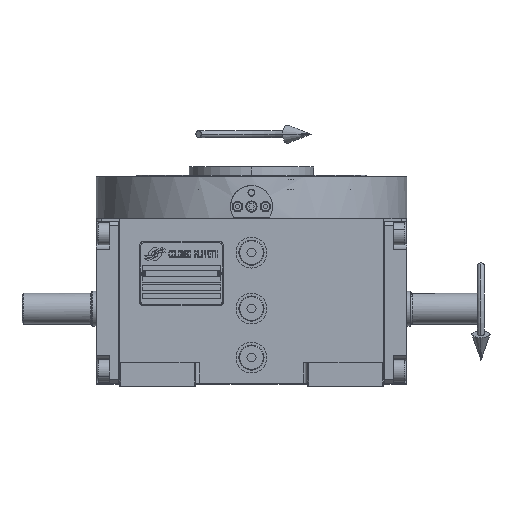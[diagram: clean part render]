
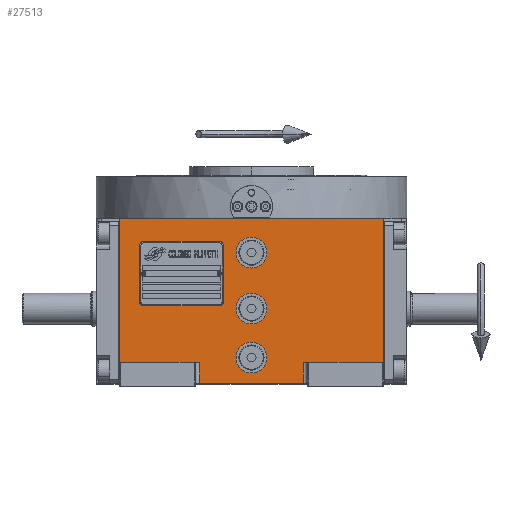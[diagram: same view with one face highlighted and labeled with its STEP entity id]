
A CAD part, top view. The second image highlights one B-rep face of the part: STEP entity #27513.
In plain terms, the highlighted planar face has unit normal (0, 0, 1).
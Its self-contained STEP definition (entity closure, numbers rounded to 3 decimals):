
#101 = ORIENTED_EDGE ( 'NONE', *, *, #65546, .T. ) ;
#2095 = ORIENTED_EDGE ( 'NONE', *, *, #45051, .F. ) ;
#2397 = EDGE_LOOP ( 'NONE', ( #14581, #24565 ) ) ;
#3525 = CIRCLE ( 'NONE', #64010, 11. ) ;
#3597 = LINE ( 'NONE', #60405, #63447 ) ;
#3872 = VECTOR ( 'NONE', #66067, 1000. ) ;
#4429 = CARTESIAN_POINT ( 'NONE',  ( 11., 0., 163.5 ) ) ;
#4461 = VERTEX_POINT ( 'NONE', #64200 ) ;
#4954 = DIRECTION ( 'NONE',  ( 1., 0., 0. ) ) ;
#5105 = FACE_BOUND ( 'NONE', #63916, .T. ) ;
#5149 = CARTESIAN_POINT ( 'NONE',  ( 37., -53.5, 163.5 ) ) ;
#5877 = VERTEX_POINT ( 'NONE', #66841 ) ;
#7429 = CARTESIAN_POINT ( 'NONE',  ( 0., 0., 163.5 ) ) ;
#7749 = VECTOR ( 'NONE', #64866, 1000. ) ;
#9000 = CARTESIAN_POINT ( 'NONE',  ( 37., -38.5, 163.5 ) ) ;
#10685 = AXIS2_PLACEMENT_3D ( 'NONE', #60580, #30145, #66629 ) ;
#11003 = EDGE_LOOP ( 'NONE', ( #55540, #23356, #59058, #101, #2095, #34717, #51594, #47713 ) ) ;
#11395 = AXIS2_PLACEMENT_3D ( 'NONE', #7429, #17209, #49302 ) ;
#12141 = CIRCLE ( 'NONE', #29442, 11. ) ;
#12153 = LINE ( 'NONE', #38834, #7749 ) ;
#12323 = VERTEX_POINT ( 'NONE', #19898 ) ;
#12366 = ORIENTED_EDGE ( 'NONE', *, *, #60165, .F. ) ;
#13268 = CARTESIAN_POINT ( 'NONE',  ( 94.5, -38.5, 163.5 ) ) ;
#14581 = ORIENTED_EDGE ( 'NONE', *, *, #55234, .F. ) ;
#14598 = CIRCLE ( 'NONE', #11395, 11. ) ;
#14928 = VERTEX_POINT ( 'NONE', #13268 ) ;
#14952 = VECTOR ( 'NONE', #56736, 1000. ) ;
#15245 = CARTESIAN_POINT ( 'NONE',  ( -94.5, -38.5, 163.5 ) ) ;
#15347 = CARTESIAN_POINT ( 'NONE',  ( 94.5, -38.5, 163.5 ) ) ;
#16318 = EDGE_CURVE ( 'NONE', #17970, #54648, #12141, .T. ) ;
#17209 = DIRECTION ( 'NONE',  ( 0., 0., 1. ) ) ;
#17347 = VECTOR ( 'NONE', #25750, 1000. ) ;
#17970 = VERTEX_POINT ( 'NONE', #65547 ) ;
#18567 = DIRECTION ( 'NONE',  ( 1., 0., 0. ) ) ;
#18907 = VERTEX_POINT ( 'NONE', #15245 ) ;
#18962 = DIRECTION ( 'NONE',  ( 0., 0., 1. ) ) ;
#19243 = EDGE_CURVE ( 'NONE', #25026, #14928, #66220, .T. ) ;
#19298 = FACE_BOUND ( 'NONE', #2397, .T. ) ;
#19825 = CARTESIAN_POINT ( 'NONE',  ( -94.5, 64.5, 163.5 ) ) ;
#19898 = CARTESIAN_POINT ( 'NONE',  ( -11., 0., 163.5 ) ) ;
#20093 = VERTEX_POINT ( 'NONE', #54276 ) ;
#21031 = VERTEX_POINT ( 'NONE', #45099 ) ;
#22368 = CARTESIAN_POINT ( 'NONE',  ( -94.5, 64.5, 163.5 ) ) ;
#22602 = CIRCLE ( 'NONE', #29088, 11. ) ;
#23356 = ORIENTED_EDGE ( 'NONE', *, *, #38630, .F. ) ;
#23650 = CARTESIAN_POINT ( 'NONE',  ( 0., 40., 163.5 ) ) ;
#24010 = VERTEX_POINT ( 'NONE', #5149 ) ;
#24565 = ORIENTED_EDGE ( 'NONE', *, *, #16318, .F. ) ;
#25026 = VERTEX_POINT ( 'NONE', #9000 ) ;
#25750 = DIRECTION ( 'NONE',  ( 1., 0., 0. ) ) ;
#26116 = VECTOR ( 'NONE', #4954, 1000. ) ;
#26416 = EDGE_CURVE ( 'NONE', #4461, #46140, #3597, .T. ) ;
#27290 = ORIENTED_EDGE ( 'NONE', *, *, #49653, .F. ) ;
#27513 = ADVANCED_FACE ( 'NONE', ( #66300, #19298, #5105, #50074 ), #60250, .T. ) ;
#27585 = VERTEX_POINT ( 'NONE', #4429 ) ;
#29088 = AXIS2_PLACEMENT_3D ( 'NONE', #44652, #18962, #49727 ) ;
#29437 = DIRECTION ( 'NONE',  ( 1., 0., 0. ) ) ;
#29442 = AXIS2_PLACEMENT_3D ( 'NONE', #49227, #39103, #53671 ) ;
#30145 = DIRECTION ( 'NONE',  ( 0., 0., 1. ) ) ;
#30651 = EDGE_CURVE ( 'NONE', #4461, #24010, #56496, .T. ) ;
#31015 = EDGE_CURVE ( 'NONE', #21031, #20093, #60553, .T. ) ;
#31054 = LINE ( 'NONE', #32055, #14952 ) ;
#32055 = CARTESIAN_POINT ( 'NONE',  ( -94.5, -38.5, 163.5 ) ) ;
#34717 = ORIENTED_EDGE ( 'NONE', *, *, #62565, .F. ) ;
#35216 = AXIS2_PLACEMENT_3D ( 'NONE', #56454, #51728, #47297 ) ;
#35289 = LINE ( 'NONE', #15347, #3872 ) ;
#35579 = CARTESIAN_POINT ( 'NONE',  ( 37., -38.5, 163.5 ) ) ;
#36810 = AXIS2_PLACEMENT_3D ( 'NONE', #23650, #55094, #29437 ) ;
#38630 = EDGE_CURVE ( 'NONE', #25026, #24010, #46712, .T. ) ;
#38834 = CARTESIAN_POINT ( 'NONE',  ( -94.5, -38.5, 163.5 ) ) ;
#39103 = DIRECTION ( 'NONE',  ( 0., 0., 1. ) ) ;
#39586 = CARTESIAN_POINT ( 'NONE',  ( 0., -35., 163.5 ) ) ;
#39851 = CARTESIAN_POINT ( 'NONE',  ( 37., -38.5, 163.5 ) ) ;
#41087 = ORIENTED_EDGE ( 'NONE', *, *, #31015, .F. ) ;
#43147 = VECTOR ( 'NONE', #52143, 1000. ) ;
#43405 = CARTESIAN_POINT ( 'NONE',  ( 11., -35., 163.5 ) ) ;
#43975 = DIRECTION ( 'NONE',  ( 0., 0., 1. ) ) ;
#44371 = CARTESIAN_POINT ( 'NONE',  ( -37., -38.5, 163.5 ) ) ;
#44652 = CARTESIAN_POINT ( 'NONE',  ( 0., 0., 163.5 ) ) ;
#45051 = EDGE_CURVE ( 'NONE', #64642, #5877, #66154, .T. ) ;
#45099 = CARTESIAN_POINT ( 'NONE',  ( 11., 40., 163.5 ) ) ;
#46140 = VERTEX_POINT ( 'NONE', #44371 ) ;
#46412 = EDGE_LOOP ( 'NONE', ( #27290, #12366 ) ) ;
#46712 = LINE ( 'NONE', #35579, #43147 ) ;
#47297 = DIRECTION ( 'NONE',  ( -1., 0., 0. ) ) ;
#47713 = ORIENTED_EDGE ( 'NONE', *, *, #26416, .F. ) ;
#49227 = CARTESIAN_POINT ( 'NONE',  ( 0., -35., 163.5 ) ) ;
#49302 = DIRECTION ( 'NONE',  ( -1., 0., 0. ) ) ;
#49653 = EDGE_CURVE ( 'NONE', #27585, #12323, #22602, .T. ) ;
#49727 = DIRECTION ( 'NONE',  ( 1., 0., 0. ) ) ;
#50074 = FACE_OUTER_BOUND ( 'NONE', #11003, .T. ) ;
#51425 = CARTESIAN_POINT ( 'NONE',  ( -37., -53.5, 163.5 ) ) ;
#51594 = ORIENTED_EDGE ( 'NONE', *, *, #53926, .T. ) ;
#51728 = DIRECTION ( 'NONE',  ( 0., 0., 1. ) ) ;
#52143 = DIRECTION ( 'NONE',  ( 0., -1., 0. ) ) ;
#53671 = DIRECTION ( 'NONE',  ( -1., 0., 0. ) ) ;
#53926 = EDGE_CURVE ( 'NONE', #18907, #46140, #12153, .T. ) ;
#54276 = CARTESIAN_POINT ( 'NONE',  ( -11., 40., 163.5 ) ) ;
#54340 = DIRECTION ( 'NONE',  ( 0., 1., 0. ) ) ;
#54648 = VERTEX_POINT ( 'NONE', #43405 ) ;
#55094 = DIRECTION ( 'NONE',  ( 0., 0., 1. ) ) ;
#55234 = EDGE_CURVE ( 'NONE', #54648, #17970, #3525, .T. ) ;
#55540 = ORIENTED_EDGE ( 'NONE', *, *, #30651, .T. ) ;
#56454 = CARTESIAN_POINT ( 'NONE',  ( 0., 40., 163.5 ) ) ;
#56496 = LINE ( 'NONE', #51425, #17347 ) ;
#56736 = DIRECTION ( 'NONE',  ( 0., 1., 0. ) ) ;
#59058 = ORIENTED_EDGE ( 'NONE', *, *, #19243, .T. ) ;
#60165 = EDGE_CURVE ( 'NONE', #12323, #27585, #14598, .T. ) ;
#60230 = DIRECTION ( 'NONE',  ( 1., 0., 0. ) ) ;
#60250 = PLANE ( 'NONE',  #10685 ) ;
#60405 = CARTESIAN_POINT ( 'NONE',  ( -37., -53.5, 163.5 ) ) ;
#60553 = CIRCLE ( 'NONE', #36810, 11. ) ;
#60580 = CARTESIAN_POINT ( 'NONE',  ( -94.5, -53.5, 163.5 ) ) ;
#60891 = EDGE_CURVE ( 'NONE', #20093, #21031, #64378, .T. ) ;
#62565 = EDGE_CURVE ( 'NONE', #18907, #64642, #31054, .T. ) ;
#63447 = VECTOR ( 'NONE', #54340, 1000. ) ;
#63829 = VECTOR ( 'NONE', #18567, 1000. ) ;
#63916 = EDGE_LOOP ( 'NONE', ( #41087, #64146 ) ) ;
#64010 = AXIS2_PLACEMENT_3D ( 'NONE', #39586, #43975, #60230 ) ;
#64146 = ORIENTED_EDGE ( 'NONE', *, *, #60891, .F. ) ;
#64200 = CARTESIAN_POINT ( 'NONE',  ( -37., -53.5, 163.5 ) ) ;
#64378 = CIRCLE ( 'NONE', #35216, 11. ) ;
#64642 = VERTEX_POINT ( 'NONE', #22368 ) ;
#64866 = DIRECTION ( 'NONE',  ( 1., 0., 0. ) ) ;
#65546 = EDGE_CURVE ( 'NONE', #14928, #5877, #35289, .T. ) ;
#65547 = CARTESIAN_POINT ( 'NONE',  ( -11., -35., 163.5 ) ) ;
#66067 = DIRECTION ( 'NONE',  ( 0., 1., 0. ) ) ;
#66154 = LINE ( 'NONE', #19825, #26116 ) ;
#66220 = LINE ( 'NONE', #39851, #63829 ) ;
#66300 = FACE_BOUND ( 'NONE', #46412, .T. ) ;
#66629 = DIRECTION ( 'NONE',  ( 1., 0., 0. ) ) ;
#66841 = CARTESIAN_POINT ( 'NONE',  ( 94.5, 64.5, 163.5 ) ) ;
